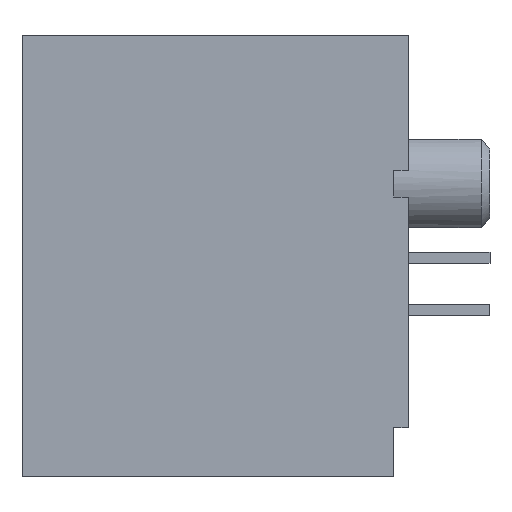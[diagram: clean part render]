
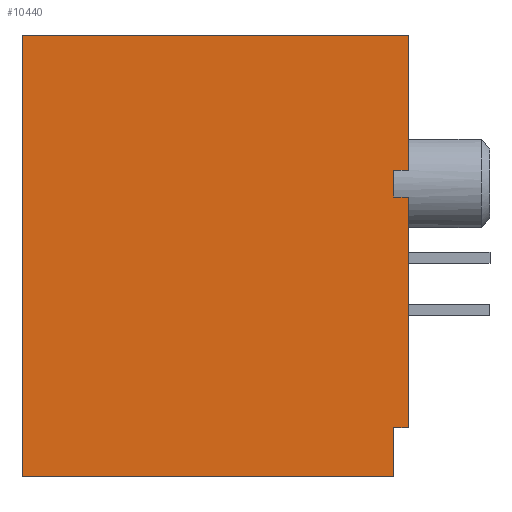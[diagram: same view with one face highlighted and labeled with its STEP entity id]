
A CAD part, left-side view. The second image highlights one B-rep face of the part: STEP entity #10440.
In plain terms, the highlighted planar face has unit normal (-1, 0, 0).
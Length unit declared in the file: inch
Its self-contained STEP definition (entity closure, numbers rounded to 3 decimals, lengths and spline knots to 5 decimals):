
#31=DIRECTION('',(0.,0.,1.));
#32=VECTOR('',#31,0.31055);
#33=CARTESIAN_POINT('',(-0.31004,0.,-0.23115));
#34=LINE('',#33,#32);
#2984=DIRECTION('',(0.,-1.,0.));
#2985=VECTOR('',#2984,0.50039);
#2986=CARTESIAN_POINT('',(-0.31004,0.52008,
-0.29744));
#2987=LINE('',#2986,#2985);
#3064=DIRECTION('',(0.,-1.,0.));
#3065=VECTOR('',#3064,0.01969);
#3066=CARTESIAN_POINT('',(-0.31004,0.01969,
-0.23115));
#3067=LINE('',#3066,#3065);
#3068=DIRECTION('',(0.,0.,1.));
#3069=VECTOR('',#3068,0.06629);
#3070=CARTESIAN_POINT('',(-0.31004,0.01969,
-0.29744));
#3071=LINE('',#3070,#3069);
#3072=DIRECTION('',(0.,0.,1.));
#3073=VECTOR('',#3072,0.59488);
#3074=CARTESIAN_POINT('',(-0.31004,0.52008,
-0.29744));
#3075=LINE('',#3074,#3073);
#3076=DIRECTION('',(0.,-1.,0.));
#3077=VECTOR('',#3076,0.52008);
#3078=CARTESIAN_POINT('',(-0.31004,0.52008,
0.29744));
#3079=LINE('',#3078,#3077);
#3080=DIRECTION('',(0.,0.,-1.));
#3081=VECTOR('',#3080,0.18196);
#3082=CARTESIAN_POINT('',(-0.31004,0.,0.29744));
#3083=LINE('',#3082,#3081);
#3084=DIRECTION('',(0.,-1.,0.));
#3085=VECTOR('',#3084,0.01969);
#3086=CARTESIAN_POINT('',(-0.31004,0.01969,
0.11548));
#3087=LINE('',#3086,#3085);
#3088=DIRECTION('',(0.,0.,1.));
#3089=VECTOR('',#3088,0.03608);
#3090=CARTESIAN_POINT('',(-0.31004,0.01969,
0.0794));
#3091=LINE('',#3090,#3089);
#3092=DIRECTION('',(0.,-1.,0.));
#3093=VECTOR('',#3092,0.01969);
#3094=CARTESIAN_POINT('',(-0.31004,0.01969,
0.0794));
#3095=LINE('',#3094,#3093);
#5094=CARTESIAN_POINT('',(-0.31004,0.52008,
-0.29744));
#5095=CARTESIAN_POINT('',(-0.31004,0.52008,
0.29744));
#5096=VERTEX_POINT('',#5094);
#5097=VERTEX_POINT('',#5095);
#5098=CARTESIAN_POINT('',(-0.31004,0.,0.29744));
#5099=VERTEX_POINT('',#5098);
#5243=CARTESIAN_POINT('',(-0.31004,0.,0.11548));
#5245=VERTEX_POINT('',#5243);
#5246=CARTESIAN_POINT('',(-0.31004,0.,0.0794));
#5248=VERTEX_POINT('',#5246);
#5770=CARTESIAN_POINT('',(-0.31004,0.01969,
0.0794));
#5771=CARTESIAN_POINT('',(-0.31004,0.01969,
0.11548));
#5772=VERTEX_POINT('',#5770);
#5773=VERTEX_POINT('',#5771);
#5778=CARTESIAN_POINT('',(-0.31004,0.01969,
-0.29744));
#5779=CARTESIAN_POINT('',(-0.31004,0.01969,
-0.23115));
#5780=VERTEX_POINT('',#5778);
#5781=VERTEX_POINT('',#5779);
#5782=CARTESIAN_POINT('',(-0.31004,0.,-0.23115));
#5783=VERTEX_POINT('',#5782);
#10420=CARTESIAN_POINT('',(-0.31004,0.,0.));
#10421=DIRECTION('',(1.,0.,0.));
#10422=DIRECTION('',(0.,0.,-1.));
#10423=AXIS2_PLACEMENT_3D('',#10420,#10421,#10422);
#10424=PLANE('',#10423);
#10425=ORIENTED_EDGE('',*,*,#6799,.F.);
#10427=ORIENTED_EDGE('',*,*,#10426,.F.);
#10428=ORIENTED_EDGE('',*,*,#10413,.F.);
#10429=ORIENTED_EDGE('',*,*,#10319,.F.);
#10431=ORIENTED_EDGE('',*,*,#10430,.T.);
#10432=ORIENTED_EDGE('',*,*,#7339,.T.);
#10433=ORIENTED_EDGE('',*,*,#6781,.T.);
#10434=ORIENTED_EDGE('',*,*,#7286,.F.);
#10436=ORIENTED_EDGE('',*,*,#10435,.F.);
#10437=ORIENTED_EDGE('',*,*,#7282,.T.);
#10438=EDGE_LOOP('',(#10425,#10427,#10428,#10429,#10431,#10432,#10433,#10434,
#10436,#10437));
#10439=FACE_OUTER_BOUND('',#10438,.F.);
#10440=ADVANCED_FACE('',(#10439),#10424,.F.);
#6781=EDGE_CURVE('',#5099,#5245,#3083,.T.);
#6799=EDGE_CURVE('',#5783,#5248,#34,.T.);
#7282=EDGE_CURVE('',#5772,#5248,#3095,.T.);
#7286=EDGE_CURVE('',#5773,#5245,#3087,.T.);
#7339=EDGE_CURVE('',#5097,#5099,#3079,.T.);
#10319=EDGE_CURVE('',#5096,#5780,#2987,.T.);
#10413=EDGE_CURVE('',#5780,#5781,#3071,.T.);
#10426=EDGE_CURVE('',#5781,#5783,#3067,.T.);
#10430=EDGE_CURVE('',#5096,#5097,#3075,.T.);
#10435=EDGE_CURVE('',#5772,#5773,#3091,.T.);
